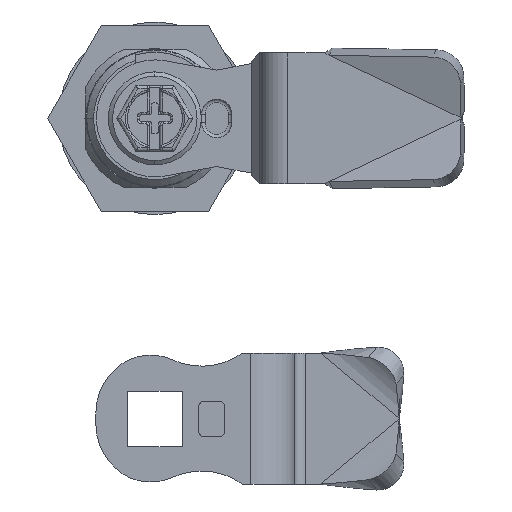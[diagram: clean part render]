
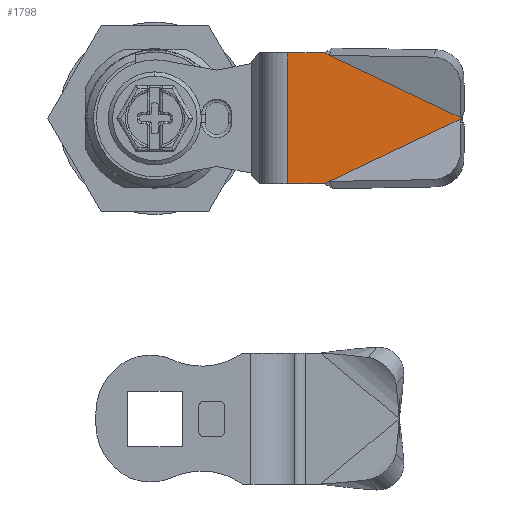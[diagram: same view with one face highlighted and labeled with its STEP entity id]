
A CAD part, front view. The second image highlights one B-rep face of the part: STEP entity #1798.
In plain terms, the highlighted planar face has unit normal (0, -1, 0).
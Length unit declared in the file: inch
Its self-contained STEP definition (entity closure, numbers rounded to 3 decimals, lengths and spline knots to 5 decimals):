
#370 = DIRECTION ( 'NONE',  ( 0., -1., 0. ) ) ;
#1106 = CARTESIAN_POINT ( 'NONE',  ( 0.99872, -1.25874, 0.36058 ) ) ;
#1176 = VERTEX_POINT ( 'NONE', #10714 ) ;
#1252 = EDGE_CURVE ( 'NONE', #1176, #12418, #11846, .T. ) ;
#1747 = DIRECTION ( 'NONE',  ( -0.903, 0., -0.429 ) ) ;
#1798 = ADVANCED_FACE ( 'NONE', ( #4525 ), #8531, .T. ) ;
#2028 = EDGE_CURVE ( 'NONE', #8594, #12399, #12358, .T. ) ;
#2380 = CARTESIAN_POINT ( 'NONE',  ( 1.75784, -1.25874, 0. ) ) ;
#2384 = ORIENTED_EDGE ( 'NONE', *, *, #2924, .F. ) ;
#2517 = LINE ( 'NONE', #9666, #4487 ) ;
#2585 = CARTESIAN_POINT ( 'NONE',  ( -0.20291, -1.25874, 0. ) ) ;
#2641 = LINE ( 'NONE', #11810, #3365 ) ;
#2924 = EDGE_CURVE ( 'NONE', #2994, #3782, #2641, .T. ) ;
#2994 = VERTEX_POINT ( 'NONE', #1106 ) ;
#3185 = CARTESIAN_POINT ( 'NONE',  ( 0.75915, -1.25874, 0.37402 ) ) ;
#3365 = VECTOR ( 'NONE', #10805, 39.37008 ) ;
#3563 = DIRECTION ( 'NONE',  ( 0.903, 0., -0.429 ) ) ;
#3628 = CARTESIAN_POINT ( 'NONE',  ( 0.97044, -1.25874, 0.37402 ) ) ;
#3715 = ORIENTED_EDGE ( 'NONE', *, *, #1252, .T. ) ;
#3782 = VERTEX_POINT ( 'NONE', #8482 ) ;
#3886 = VERTEX_POINT ( 'NONE', #4325 ) ;
#3943 = CARTESIAN_POINT ( 'NONE',  ( 1.75784, -1.25874, 0. ) ) ;
#4025 = CARTESIAN_POINT ( 'NONE',  ( 0.97044, -1.25874, 0.37402 ) ) ;
#4325 = CARTESIAN_POINT ( 'NONE',  ( 0.97044, -1.25874, -0.37402 ) ) ;
#4326 = CARTESIAN_POINT ( 'NONE',  ( 0.97044, -1.25874, -0.37402 ) ) ;
#4456 = DIRECTION ( 'NONE',  ( -1., 0., 0. ) ) ;
#4487 = VECTOR ( 'NONE', #10745, 39.37008 ) ;
#4525 = FACE_OUTER_BOUND ( 'NONE', #5759, .T. ) ;
#4747 = EDGE_CURVE ( 'NONE', #3782, #4761, #7381, .T. ) ;
#4761 = VERTEX_POINT ( 'NONE', #2380 ) ;
#4899 = ORIENTED_EDGE ( 'NONE', *, *, #12366, .F. ) ;
#4951 = ORIENTED_EDGE ( 'NONE', *, *, #2028, .T. ) ;
#5510 = AXIS2_PLACEMENT_3D ( 'NONE', #2585, #370, #4456 ) ;
#5759 = EDGE_LOOP ( 'NONE', ( #6239, #9120, #3715, #10718, #8366, #2384, #4899, #10392, #4951 ) ) ;
#5889 = LINE ( 'NONE', #11793, #10124 ) ;
#5977 = VECTOR ( 'NONE', #12507, 39.37008 ) ;
#6155 = DIRECTION ( 'NONE',  ( -0.903, 0., -0.429 ) ) ;
#6239 = ORIENTED_EDGE ( 'NONE', *, *, #12018, .F. ) ;
#6301 = CARTESIAN_POINT ( 'NONE',  ( 1.75572, -1.25874, 0.00101 ) ) ;
#6455 = DIRECTION ( 'NONE',  ( 0., 0., -1. ) ) ;
#6631 = VECTOR ( 'NONE', #6155, 39.37008 ) ;
#7038 = CARTESIAN_POINT ( 'NONE',  ( 0.75915, -1.25874, -0.37402 ) ) ;
#7050 = VECTOR ( 'NONE', #3563, 39.37008 ) ;
#7288 = VERTEX_POINT ( 'NONE', #4025 ) ;
#7381 = B_SPLINE_CURVE_WITH_KNOTS ( 'NONE', 3,
 ( #10466, #11547, #6301, #12480 ),
 .UNSPECIFIED., .F., .F.,
 ( 4, 4 ),
 ( 0., 1. ),
 .UNSPECIFIED. ) ;
#7654 = EDGE_CURVE ( 'NONE', #1176, #3886, #5889, .T. ) ;
#7837 = VECTOR ( 'NONE', #12984, 39.37008 ) ;
#8341 = LINE ( 'NONE', #4326, #5977 ) ;
#8366 = ORIENTED_EDGE ( 'NONE', *, *, #4747, .F. ) ;
#8482 = CARTESIAN_POINT ( 'NONE',  ( 1.75146, -1.25874, 0.00303 ) ) ;
#8494 = VECTOR ( 'NONE', #6455, 39.37008 ) ;
#8531 = PLANE ( 'NONE',  #5510 ) ;
#8594 = VERTEX_POINT ( 'NONE', #8607 ) ;
#8607 = CARTESIAN_POINT ( 'NONE',  ( 0.75915, -1.25874, 0.37402 ) ) ;
#9120 = ORIENTED_EDGE ( 'NONE', *, *, #7654, .F. ) ;
#9160 = CARTESIAN_POINT ( 'NONE',  ( 1.75146, -1.25874, -0.00303 ) ) ;
#9666 = CARTESIAN_POINT ( 'NONE',  ( 0.75915, -1.25874, 0.37402 ) ) ;
#10124 = VECTOR ( 'NONE', #1747, 39.37008 ) ;
#10392 = ORIENTED_EDGE ( 'NONE', *, *, #11258, .F. ) ;
#10466 = CARTESIAN_POINT ( 'NONE',  ( 1.75146, -1.25874, 0.00303 ) ) ;
#10714 = CARTESIAN_POINT ( 'NONE',  ( 0.99872, -1.25874, -0.36058 ) ) ;
#10718 = ORIENTED_EDGE ( 'NONE', *, *, #12485, .F. ) ;
#10745 = DIRECTION ( 'NONE',  ( 1., 0., 0. ) ) ;
#10805 = DIRECTION ( 'NONE',  ( 0.903, 0., -0.429 ) ) ;
#11247 = LINE ( 'NONE', #3943, #6631 ) ;
#11258 = EDGE_CURVE ( 'NONE', #8594, #7288, #2517, .T. ) ;
#11547 = CARTESIAN_POINT ( 'NONE',  ( 1.75359, -1.25874, 0.00202 ) ) ;
#11793 = CARTESIAN_POINT ( 'NONE',  ( 0.99872, -1.25874, -0.36058 ) ) ;
#11810 = CARTESIAN_POINT ( 'NONE',  ( 0.99872, -1.25874, 0.36058 ) ) ;
#11846 = LINE ( 'NONE', #12848, #7837 ) ;
#12018 = EDGE_CURVE ( 'NONE', #3886, #12399, #8341, .T. ) ;
#12358 = LINE ( 'NONE', #3185, #8494 ) ;
#12366 = EDGE_CURVE ( 'NONE', #7288, #2994, #12866, .T. ) ;
#12399 = VERTEX_POINT ( 'NONE', #7038 ) ;
#12418 = VERTEX_POINT ( 'NONE', #9160 ) ;
#12480 = CARTESIAN_POINT ( 'NONE',  ( 1.75784, -1.25874, 0. ) ) ;
#12485 = EDGE_CURVE ( 'NONE', #4761, #12418, #11247, .T. ) ;
#12507 = DIRECTION ( 'NONE',  ( -1., 0., 0. ) ) ;
#12848 = CARTESIAN_POINT ( 'NONE',  ( 0.99872, -1.25874, -0.36058 ) ) ;
#12866 = LINE ( 'NONE', #3628, #7050 ) ;
#12984 = DIRECTION ( 'NONE',  ( 0.903, 0., 0.429 ) ) ;
